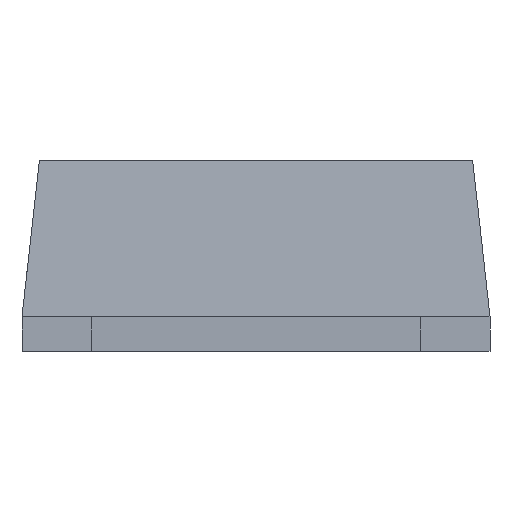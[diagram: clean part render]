
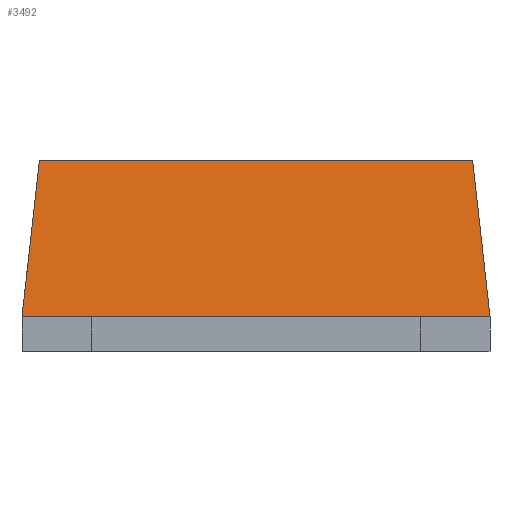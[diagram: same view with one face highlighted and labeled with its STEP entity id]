
A CAD part, left-side view. The second image highlights one B-rep face of the part: STEP entity #3492.
In plain terms, the highlighted planar face has unit normal (-0.994, 0, 0.11).
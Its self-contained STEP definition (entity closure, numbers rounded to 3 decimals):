
#191 = PLANE('',#192);
#192 = AXIS2_PLACEMENT_3D('',#193,#194,#195);
#193 = CARTESIAN_POINT('',(-2.,-1.35,1.1));
#194 = DIRECTION('',(0.,0.,1.));
#195 = DIRECTION('',(1.,0.,0.));
#244 = PLANE('',#245);
#245 = AXIS2_PLACEMENT_3D('',#246,#247,#248);
#246 = CARTESIAN_POINT('',(-2.,1.25,1.1));
#247 = DIRECTION('',(0.,0.994,0.11));
#248 = DIRECTION('',(0.,-0.11,0.994));
#350 = PLANE('',#351);
#351 = AXIS2_PLACEMENT_3D('',#352,#353,#354);
#352 = CARTESIAN_POINT('',(-2.,-1.25,1.1));
#353 = DIRECTION('',(0.,-0.994,0.11));
#354 = DIRECTION('',(0.,-0.11,-0.994));
#369 = VERTEX_POINT('',#370);
#370 = CARTESIAN_POINT('',(-1.9,1.25,1.1));
#391 = EDGE_CURVE('',#392,#369,#394,.T.);
#392 = VERTEX_POINT('',#393);
#393 = CARTESIAN_POINT('',(-1.9,-1.25,1.1));
#394 = SURFACE_CURVE('',#395,(#399,#406),.PCURVE_S1.);
#395 = LINE('',#396,#397);
#396 = CARTESIAN_POINT('',(-1.9,-1.35,1.1));
#397 = VECTOR('',#398,1.);
#398 = DIRECTION('',(0.,1.,0.));
#399 = PCURVE('',#191,#400);
#400 = DEFINITIONAL_REPRESENTATION('',(#401),#405);
#401 = LINE('',#402,#403);
#402 = CARTESIAN_POINT('',(0.1,0.));
#403 = VECTOR('',#404,1.);
#404 = DIRECTION('',(0.,1.));
#405 = ( GEOMETRIC_REPRESENTATION_CONTEXT(2) 
PARAMETRIC_REPRESENTATION_CONTEXT() REPRESENTATION_CONTEXT('2D SPACE',''
  ) );
#406 = PCURVE('',#407,#412);
#407 = PLANE('',#408);
#408 = AXIS2_PLACEMENT_3D('',#409,#410,#411);
#409 = CARTESIAN_POINT('',(-1.9,-1.35,1.1));
#410 = DIRECTION('',(-0.994,0.,0.11));
#411 = DIRECTION('',(0.11,0.,0.994));
#412 = DEFINITIONAL_REPRESENTATION('',(#413),#417);
#413 = LINE('',#414,#415);
#414 = CARTESIAN_POINT('',(0.,0.));
#415 = VECTOR('',#416,1.);
#416 = DIRECTION('',(0.,1.));
#417 = ( GEOMETRIC_REPRESENTATION_CONTEXT(2) 
PARAMETRIC_REPRESENTATION_CONTEXT() REPRESENTATION_CONTEXT('2D SPACE',''
  ) );
#3278 = VERTEX_POINT('',#3279);
#3279 = CARTESIAN_POINT('',(-2.,1.35,0.2));
#3305 = EDGE_CURVE('',#369,#3278,#3306,.T.);
#3306 = SURFACE_CURVE('',#3307,(#3311,#3318),.PCURVE_S1.);
#3307 = LINE('',#3308,#3309);
#3308 = CARTESIAN_POINT('',(-1.9,1.25,1.1));
#3309 = VECTOR('',#3310,1.);
#3310 = DIRECTION('',(-0.11,0.11,-0.988));
#3311 = PCURVE('',#244,#3312);
#3312 = DEFINITIONAL_REPRESENTATION('',(#3313),#3317);
#3313 = LINE('',#3314,#3315);
#3314 = CARTESIAN_POINT('',(0.,0.1));
#3315 = VECTOR('',#3316,1.);
#3316 = DIRECTION('',(-0.994,-0.11));
#3317 = ( GEOMETRIC_REPRESENTATION_CONTEXT(2) 
PARAMETRIC_REPRESENTATION_CONTEXT() REPRESENTATION_CONTEXT('2D SPACE',''
  ) );
#3318 = PCURVE('',#407,#3319);
#3319 = DEFINITIONAL_REPRESENTATION('',(#3320),#3324);
#3320 = LINE('',#3321,#3322);
#3321 = CARTESIAN_POINT('',(0.,2.6));
#3322 = VECTOR('',#3323,1.);
#3323 = DIRECTION('',(-0.994,0.11));
#3324 = ( GEOMETRIC_REPRESENTATION_CONTEXT(2) 
PARAMETRIC_REPRESENTATION_CONTEXT() REPRESENTATION_CONTEXT('2D SPACE',''
  ) );
#3443 = EDGE_CURVE('',#3444,#392,#3446,.T.);
#3444 = VERTEX_POINT('',#3445);
#3445 = CARTESIAN_POINT('',(-2.,-1.35,0.2));
#3446 = SURFACE_CURVE('',#3447,(#3451,#3458),.PCURVE_S1.);
#3447 = LINE('',#3448,#3449);
#3448 = CARTESIAN_POINT('',(-2.,-1.35,0.2));
#3449 = VECTOR('',#3450,1.);
#3450 = DIRECTION('',(0.11,0.11,0.988));
#3451 = PCURVE('',#350,#3452);
#3452 = DEFINITIONAL_REPRESENTATION('',(#3453),#3457);
#3453 = LINE('',#3454,#3455);
#3454 = CARTESIAN_POINT('',(0.906,0.));
#3455 = VECTOR('',#3456,1.);
#3456 = DIRECTION('',(-0.994,0.11));
#3457 = ( GEOMETRIC_REPRESENTATION_CONTEXT(2) 
PARAMETRIC_REPRESENTATION_CONTEXT() REPRESENTATION_CONTEXT('2D SPACE',''
  ) );
#3458 = PCURVE('',#407,#3459);
#3459 = DEFINITIONAL_REPRESENTATION('',(#3460),#3464);
#3460 = LINE('',#3461,#3462);
#3461 = CARTESIAN_POINT('',(-0.906,0.));
#3462 = VECTOR('',#3463,1.);
#3463 = DIRECTION('',(0.994,0.11));
#3464 = ( GEOMETRIC_REPRESENTATION_CONTEXT(2) 
PARAMETRIC_REPRESENTATION_CONTEXT() REPRESENTATION_CONTEXT('2D SPACE',''
  ) );
#3492 = ADVANCED_FACE('',(#3493),#407,.T.);
#3493 = FACE_BOUND('',#3494,.T.);
#3494 = EDGE_LOOP('',(#3495,#3496,#3524,#3552,#3578,#3579));
#3495 = ORIENTED_EDGE('',*,*,#3305,.T.);
#3496 = ORIENTED_EDGE('',*,*,#3497,.T.);
#3497 = EDGE_CURVE('',#3278,#3498,#3500,.T.);
#3498 = VERTEX_POINT('',#3499);
#3499 = CARTESIAN_POINT('',(-2.,0.95,0.2));
#3500 = SURFACE_CURVE('',#3501,(#3505,#3512),.PCURVE_S1.);
#3501 = LINE('',#3502,#3503);
#3502 = CARTESIAN_POINT('',(-2.,1.35,0.2));
#3503 = VECTOR('',#3504,1.);
#3504 = DIRECTION('',(-0.,-1.,-0.));
#3505 = PCURVE('',#407,#3506);
#3506 = DEFINITIONAL_REPRESENTATION('',(#3507),#3511);
#3507 = LINE('',#3508,#3509);
#3508 = CARTESIAN_POINT('',(-0.906,2.7));
#3509 = VECTOR('',#3510,1.);
#3510 = DIRECTION('',(0.,-1.));
#3511 = ( GEOMETRIC_REPRESENTATION_CONTEXT(2) 
PARAMETRIC_REPRESENTATION_CONTEXT() REPRESENTATION_CONTEXT('2D SPACE',''
  ) );
#3512 = PCURVE('',#3513,#3518);
#3513 = PLANE('',#3514);
#3514 = AXIS2_PLACEMENT_3D('',#3515,#3516,#3517);
#3515 = CARTESIAN_POINT('',(-2.,1.35,1.1));
#3516 = DIRECTION('',(1.,0.,0.));
#3517 = DIRECTION('',(0.,0.,-1.));
#3518 = DEFINITIONAL_REPRESENTATION('',(#3519),#3523);
#3519 = LINE('',#3520,#3521);
#3520 = CARTESIAN_POINT('',(0.9,0.));
#3521 = VECTOR('',#3522,1.);
#3522 = DIRECTION('',(0.,-1.));
#3523 = ( GEOMETRIC_REPRESENTATION_CONTEXT(2) 
PARAMETRIC_REPRESENTATION_CONTEXT() REPRESENTATION_CONTEXT('2D SPACE',''
  ) );
#3524 = ORIENTED_EDGE('',*,*,#3525,.T.);
#3525 = EDGE_CURVE('',#3498,#3526,#3528,.T.);
#3526 = VERTEX_POINT('',#3527);
#3527 = CARTESIAN_POINT('',(-2.,-0.95,0.2));
#3528 = SURFACE_CURVE('',#3529,(#3533,#3540),.PCURVE_S1.);
#3529 = LINE('',#3530,#3531);
#3530 = CARTESIAN_POINT('',(-2.,1.35,0.2));
#3531 = VECTOR('',#3532,1.);
#3532 = DIRECTION('',(-0.,-1.,-0.));
#3533 = PCURVE('',#407,#3534);
#3534 = DEFINITIONAL_REPRESENTATION('',(#3535),#3539);
#3535 = LINE('',#3536,#3537);
#3536 = CARTESIAN_POINT('',(-0.906,2.7));
#3537 = VECTOR('',#3538,1.);
#3538 = DIRECTION('',(0.,-1.));
#3539 = ( GEOMETRIC_REPRESENTATION_CONTEXT(2) 
PARAMETRIC_REPRESENTATION_CONTEXT() REPRESENTATION_CONTEXT('2D SPACE',''
  ) );
#3540 = PCURVE('',#3541,#3546);
#3541 = PLANE('',#3542);
#3542 = AXIS2_PLACEMENT_3D('',#3543,#3544,#3545);
#3543 = CARTESIAN_POINT('',(-2.6,0.95,0.2));
#3544 = DIRECTION('',(0.,0.,1.));
#3545 = DIRECTION('',(1.,0.,0.));
#3546 = DEFINITIONAL_REPRESENTATION('',(#3547),#3551);
#3547 = LINE('',#3548,#3549);
#3548 = CARTESIAN_POINT('',(0.6,0.4));
#3549 = VECTOR('',#3550,1.);
#3550 = DIRECTION('',(0.,-1.));
#3551 = ( GEOMETRIC_REPRESENTATION_CONTEXT(2) 
PARAMETRIC_REPRESENTATION_CONTEXT() REPRESENTATION_CONTEXT('2D SPACE',''
  ) );
#3552 = ORIENTED_EDGE('',*,*,#3553,.T.);
#3553 = EDGE_CURVE('',#3526,#3444,#3554,.T.);
#3554 = SURFACE_CURVE('',#3555,(#3559,#3566),.PCURVE_S1.);
#3555 = LINE('',#3556,#3557);
#3556 = CARTESIAN_POINT('',(-2.,1.35,0.2));
#3557 = VECTOR('',#3558,1.);
#3558 = DIRECTION('',(-0.,-1.,-0.));
#3559 = PCURVE('',#407,#3560);
#3560 = DEFINITIONAL_REPRESENTATION('',(#3561),#3565);
#3561 = LINE('',#3562,#3563);
#3562 = CARTESIAN_POINT('',(-0.906,2.7));
#3563 = VECTOR('',#3564,1.);
#3564 = DIRECTION('',(0.,-1.));
#3565 = ( GEOMETRIC_REPRESENTATION_CONTEXT(2) 
PARAMETRIC_REPRESENTATION_CONTEXT() REPRESENTATION_CONTEXT('2D SPACE',''
  ) );
#3566 = PCURVE('',#3567,#3572);
#3567 = PLANE('',#3568);
#3568 = AXIS2_PLACEMENT_3D('',#3569,#3570,#3571);
#3569 = CARTESIAN_POINT('',(-2.,1.35,1.1));
#3570 = DIRECTION('',(1.,0.,0.));
#3571 = DIRECTION('',(0.,0.,-1.));
#3572 = DEFINITIONAL_REPRESENTATION('',(#3573),#3577);
#3573 = LINE('',#3574,#3575);
#3574 = CARTESIAN_POINT('',(0.9,0.));
#3575 = VECTOR('',#3576,1.);
#3576 = DIRECTION('',(0.,-1.));
#3577 = ( GEOMETRIC_REPRESENTATION_CONTEXT(2) 
PARAMETRIC_REPRESENTATION_CONTEXT() REPRESENTATION_CONTEXT('2D SPACE',''
  ) );
#3578 = ORIENTED_EDGE('',*,*,#3443,.T.);
#3579 = ORIENTED_EDGE('',*,*,#391,.T.);
